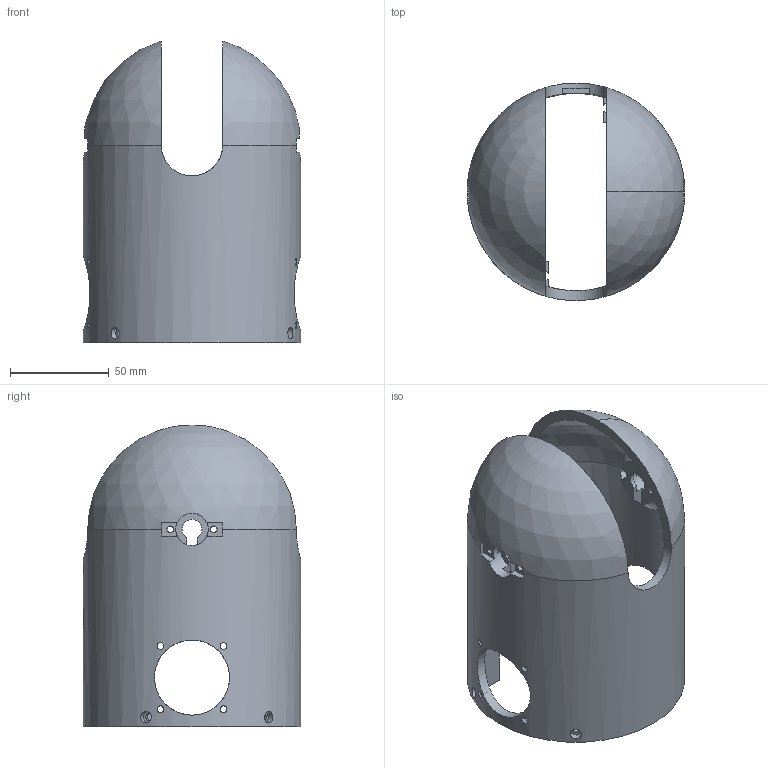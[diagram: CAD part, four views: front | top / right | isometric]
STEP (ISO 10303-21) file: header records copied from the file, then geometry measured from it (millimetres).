
FILE_DESCRIPTION(('FreeCAD Model'),'2;1');
FILE_NAME('Open CASCADE Shape Model','2024-02-11T22:27:38',(''),(''), 'Open CASCADE STEP processor 7.6','FreeCAD','Unknown');
FILE_SCHEMA(('AUTOMOTIVE_DESIGN { 1 0 10303 214 1 1 1 1 }'));
Length unit declared in the file: millimetre
Products named in the file (1): Art4Body
Bounding box: 110 x 110 x 152.77 mm (x, y, z)
Volume: 227889.4 mm3; surface area: 100280 mm2
Topology: 1 solids, 1 shells, 216 faces, 622 edges, 409 vertices
Faces by surface type: plane 169, cylinder 37, sphere 6, cone 4
Full cylindrical faces by diameter (mm): 2.4 x2, 3.4 x16, 4.2 x2, 5.9 x4, 8.2 x1, 12 x2, 16.4 x2, 38 x2, 100 x1, 110 x1
Entity records: 9356 total; most frequent: CARTESIAN_POINT 3506, ORIENTED_EDGE 1244, DIRECTION 1164, EDGE_CURVE 622, VERTEX_POINT 409, LINE 406, VECTOR 406, AXIS2_PLACEMENT_3D 379
